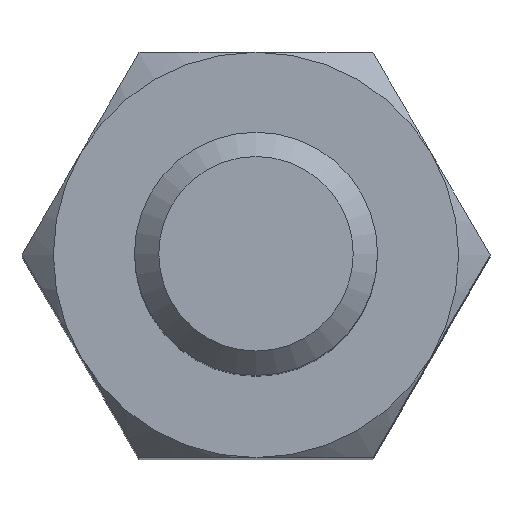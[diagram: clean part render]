
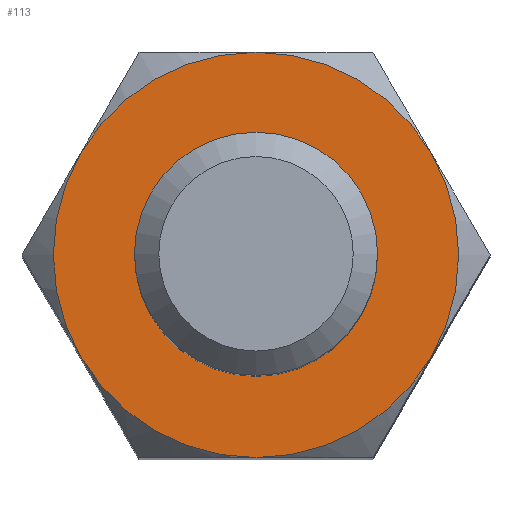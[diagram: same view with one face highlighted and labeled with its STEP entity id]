
A CAD part, top view. The second image highlights one B-rep face of the part: STEP entity #113.
In plain terms, the highlighted planar face has unit normal (0, 0, 1).
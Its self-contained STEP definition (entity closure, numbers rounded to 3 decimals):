
#113 = ADVANCED_FACE( '', ( #232, #233 ), #234, .T. );
#232 = FACE_BOUND( '', #344, .T. );
#233 = FACE_OUTER_BOUND( '', #345, .T. );
#234 = PLANE( '', #346 );
#344 = EDGE_LOOP( '', ( #562 ) );
#345 = EDGE_LOOP( '', ( #563, #564, #565, #566, #567, #568 ) );
#346 = AXIS2_PLACEMENT_3D( '', #569, #570, #571 );
#562 = ORIENTED_EDGE( '', *, *, #598, .T. );
#563 = ORIENTED_EDGE( '', *, *, #648, .F. );
#564 = ORIENTED_EDGE( '', *, *, #637, .F. );
#565 = ORIENTED_EDGE( '', *, *, #600, .F. );
#566 = ORIENTED_EDGE( '', *, *, #630, .T. );
#567 = ORIENTED_EDGE( '', *, *, #650, .F. );
#568 = ORIENTED_EDGE( '', *, *, #618, .F. );
#569 = CARTESIAN_POINT( '', ( 0., 0., 0. ) );
#570 = DIRECTION( '', ( 0., 0., 1. ) );
#571 = DIRECTION( '', ( 1., 0., 0. ) );
#598 = EDGE_CURVE( '', #696, #696, #697, .F. );
#600 = EDGE_CURVE( '', #690, #699, #700, .F. );
#618 = EDGE_CURVE( '', #724, #677, #726, .F. );
#630 = EDGE_CURVE( '', #690, #741, #743, .T. );
#637 = EDGE_CURVE( '', #699, #749, #753, .F. );
#648 = EDGE_CURVE( '', #749, #724, #766, .F. );
#650 = EDGE_CURVE( '', #677, #741, #768, .F. );
#677 = VERTEX_POINT( '', #810 );
#690 = VERTEX_POINT( '', #849 );
#696 = VERTEX_POINT( '', #867 );
#697 = CIRCLE( '', #868, 1.3 );
#699 = VERTEX_POINT( '', #870 );
#700 = CIRCLE( '', #871, 2.5 );
#724 = VERTEX_POINT( '', #907 );
#726 = CIRCLE( '', #916, 2.5 );
#741 = VERTEX_POINT( '', #936 );
#743 = CIRCLE( '', #945, 2.5 );
#749 = VERTEX_POINT( '', #951 );
#753 = CIRCLE( '', #967, 2.5 );
#766 = CIRCLE( '', #1009, 2.5 );
#768 = CIRCLE( '', #1011, 2.5 );
#810 = CARTESIAN_POINT( '', ( -2.165, -1.25, 0. ) );
#849 = CARTESIAN_POINT( '', ( 0., 2.5, 0. ) );
#867 = CARTESIAN_POINT( '', ( 1.3, 0., 0. ) );
#868 = AXIS2_PLACEMENT_3D( '', #1062, #1063, #1064 );
#870 = CARTESIAN_POINT( '', ( 2.165, 1.25, 0. ) );
#871 = AXIS2_PLACEMENT_3D( '', #1065, #1066, #1067 );
#907 = CARTESIAN_POINT( '', ( 0., -2.5, 0. ) );
#916 = AXIS2_PLACEMENT_3D( '', #1095, #1096, #1097 );
#936 = CARTESIAN_POINT( '', ( -2.165, 1.25, 0. ) );
#945 = AXIS2_PLACEMENT_3D( '', #1110, #1111, #1112 );
#951 = CARTESIAN_POINT( '', ( 2.165, -1.25, 0. ) );
#967 = AXIS2_PLACEMENT_3D( '', #1116, #1117, #1118 );
#1009 = AXIS2_PLACEMENT_3D( '', #1122, #1123, #1124 );
#1011 = AXIS2_PLACEMENT_3D( '', #1125, #1126, #1127 );
#1062 = CARTESIAN_POINT( '', ( 0., 0., 0. ) );
#1063 = DIRECTION( '', ( 0., 0., 1. ) );
#1064 = DIRECTION( '', ( 1., 0., 0. ) );
#1065 = CARTESIAN_POINT( '', ( 0., 0., 0. ) );
#1066 = DIRECTION( '', ( 0., 0., 1. ) );
#1067 = DIRECTION( '', ( 1., 0., 0. ) );
#1095 = CARTESIAN_POINT( '', ( 0., 0., 0. ) );
#1096 = DIRECTION( '', ( 0., 0., 1. ) );
#1097 = DIRECTION( '', ( 1., 0., 0. ) );
#1110 = CARTESIAN_POINT( '', ( 0., 0., 0. ) );
#1111 = DIRECTION( '', ( 0., 0., 1. ) );
#1112 = DIRECTION( '', ( 1., 0., 0. ) );
#1116 = CARTESIAN_POINT( '', ( 0., 0., 0. ) );
#1117 = DIRECTION( '', ( 0., 0., 1. ) );
#1118 = DIRECTION( '', ( 1., 0., 0. ) );
#1122 = CARTESIAN_POINT( '', ( 0., 0., 0. ) );
#1123 = DIRECTION( '', ( 0., 0., 1. ) );
#1124 = DIRECTION( '', ( 1., 0., 0. ) );
#1125 = CARTESIAN_POINT( '', ( 0., 0., 0. ) );
#1126 = DIRECTION( '', ( 0., 0., 1. ) );
#1127 = DIRECTION( '', ( 1., 0., 0. ) );
